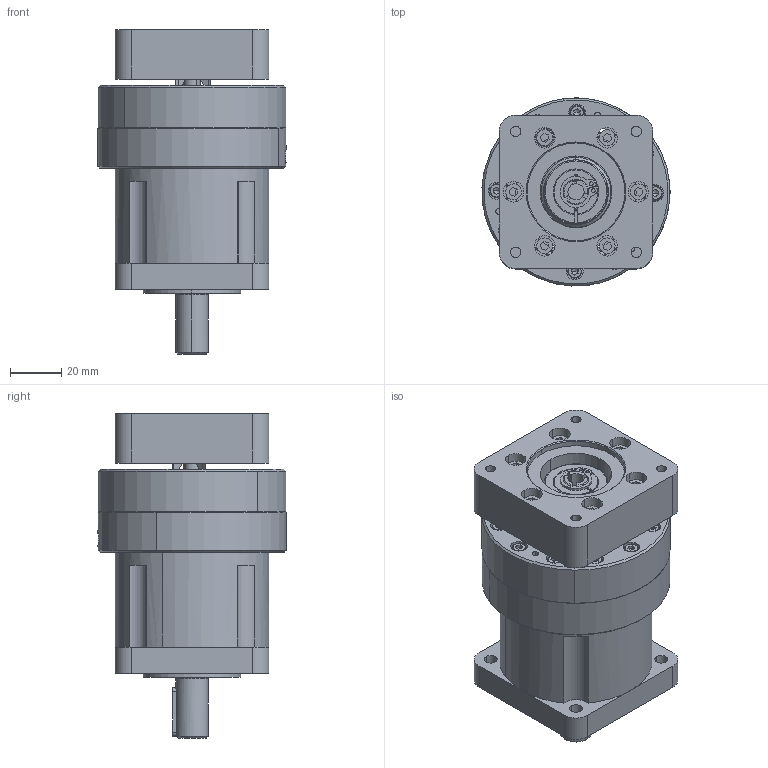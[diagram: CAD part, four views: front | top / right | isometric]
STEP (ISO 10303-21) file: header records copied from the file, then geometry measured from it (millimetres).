
FILE_DESCRIPTION (( 'STEP AP203' ), '1' );
FILE_NAME ('GH-020-N23.STEP', '2018-12-12T21:48:59', ( '' ), ( '' ), 'SwSTEP 2.0', 'SolidWorks 2018', '' );
FILE_SCHEMA (( 'CONFIG_CONTROL_DESIGN' ));
Length unit declared in the file: millimetre
Products named in the file (1): GH-020-N23
Bounding box: 73.45 x 73.45 x 126.78 mm (x, y, z)
Surface area: 45423 mm2 (no closed solid volume)
Topology: 0 solids, 48 shells, 493 faces, 1513 edges, 1019 vertices
Faces by surface type: plane 214, cylinder 143, cone 123, torus 13
Entity records: 18433 total; most frequent: CARTESIAN_POINT 5047, DIRECTION 2891, ORIENTED_EDGE 2350, EDGE_CURVE 1477, AXIS2_PLACEMENT_3D 1019, VERTEX_POINT 1019, LINE 853, VECTOR 853
